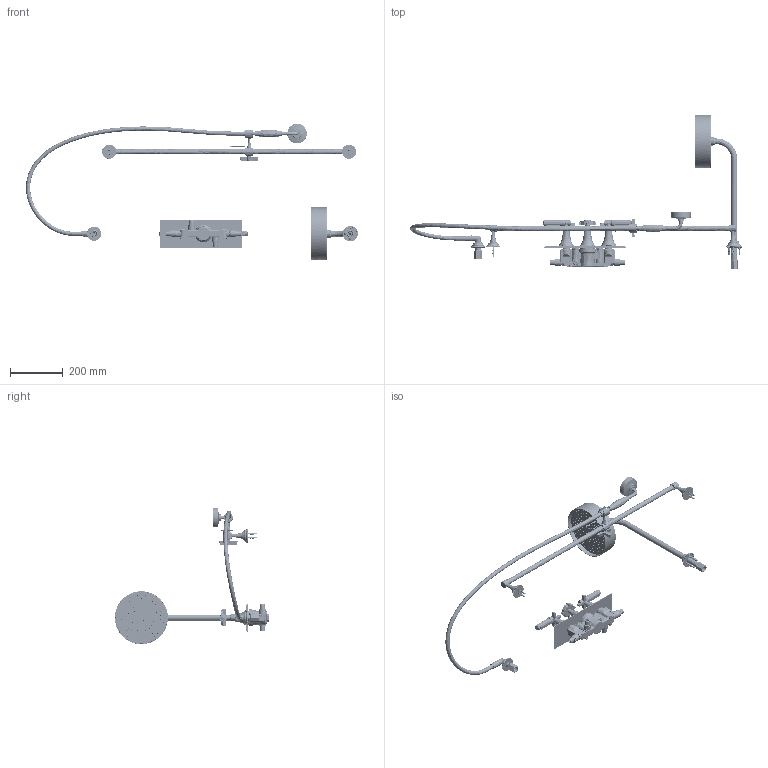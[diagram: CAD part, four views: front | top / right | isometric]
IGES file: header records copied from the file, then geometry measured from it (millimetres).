
Global section: file name: V6B1AXM; native system: Autodesk Inventor 2018; preprocessor: unknown; author: adaniels; date: 20171023.114107; units: millimetre
Bounding box: 1253.95 x 582.5 x 515.07 mm (x, y, z)
Volume: 2871021.7 mm3; surface area: 967324.7 mm2
Topology: 180 solids, 194 shells, 11869 faces, 29711 edges, 18867 vertices
Faces by surface type: bspline 11868, revolution 1
